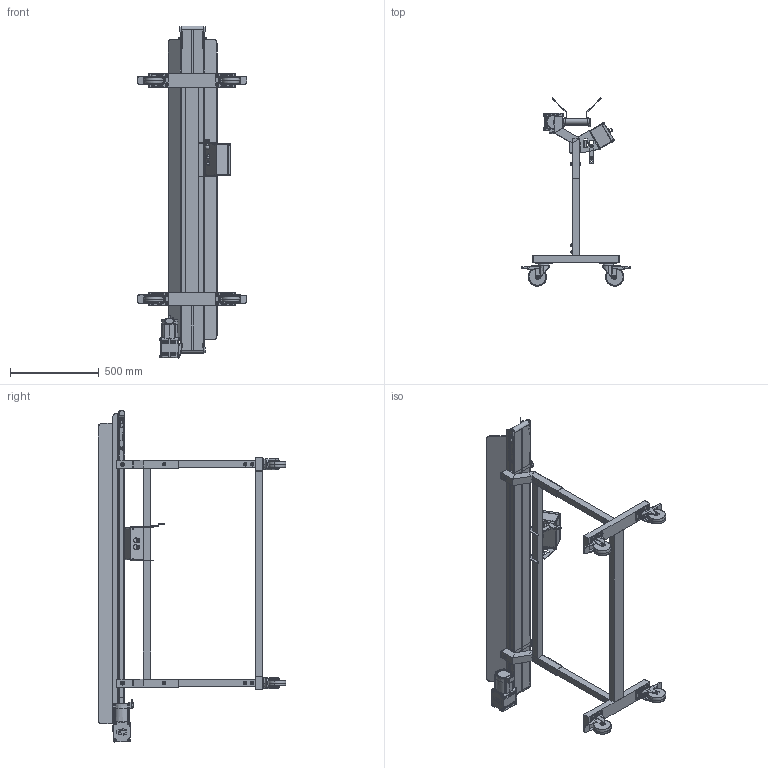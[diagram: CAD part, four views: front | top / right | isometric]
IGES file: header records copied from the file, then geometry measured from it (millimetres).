
Start section: SolidWorks IGES file using analytic representation for surfaces
Global section: file name: Infeed_IGS.igs; native system: SolidWorks 2019; preprocessor: SolidWorks 2019; author: Jesse.Glassford; date: 220215.152315; units: inch
Bounding box: 616.2 x 1055.91 x 1865.74 mm (x, y, z)
Surface area: 3908808.7 mm2 (no closed solid volume)
Topology: 0 solids, 0 shells, 1456 faces, 26504 edges, 26490 vertices
Faces by surface type: bspline 865, revolution 591
